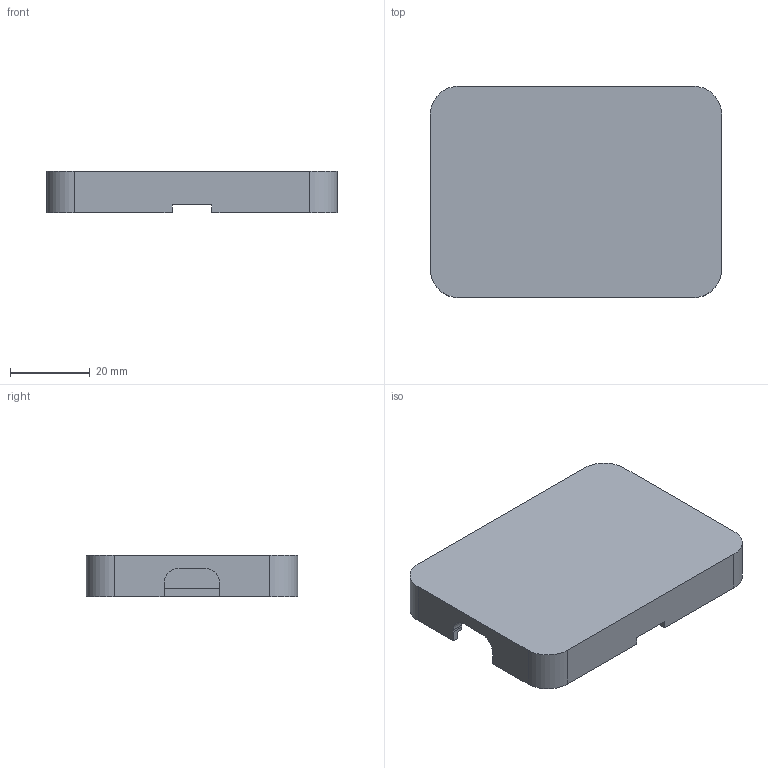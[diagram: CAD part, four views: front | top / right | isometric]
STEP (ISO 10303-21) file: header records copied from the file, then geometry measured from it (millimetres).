
FILE_DESCRIPTION(/* description */ (''),/* implementation_level */ '2;1');
FILE_NAME(/* name */ 'module_BODY.step',/* time_stamp */ '2024-02-17T22:00:34+08:00',/* author */ (''),/* organization */ (''),/* preprocessor_version */ 'ST-DEVELOPER v20',/* originating_system */ 'Autodesk Translation Framework v12.20.1.177',/* authorisation */ '');
FILE_SCHEMA (('AUTOMOTIVE_DESIGN { 1 0 10303 214 3 1 1 }'));
Length unit declared in the file: millimetre
Products named in the file (1): module-case
Bounding box: 73 x 53 x 10.41 mm (x, y, z)
Volume: 9542.7 mm3; surface area: 12229.2 mm2
Topology: 1 solids, 1 shells, 59 faces, 147 edges, 98 vertices
Faces by surface type: plane 37, cylinder 22
Full cylindrical faces by diameter (mm): 2 x4, 4.05 x4
Entity records: 1787 total; most frequent: DIRECTION 311, CARTESIAN_POINT 305, ORIENTED_EDGE 294, EDGE_CURVE 147, AXIS2_PLACEMENT_3D 104, LINE 103, VECTOR 103, VERTEX_POINT 98
